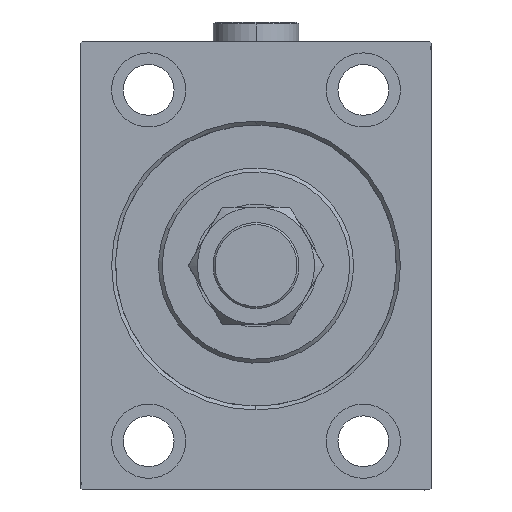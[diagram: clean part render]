
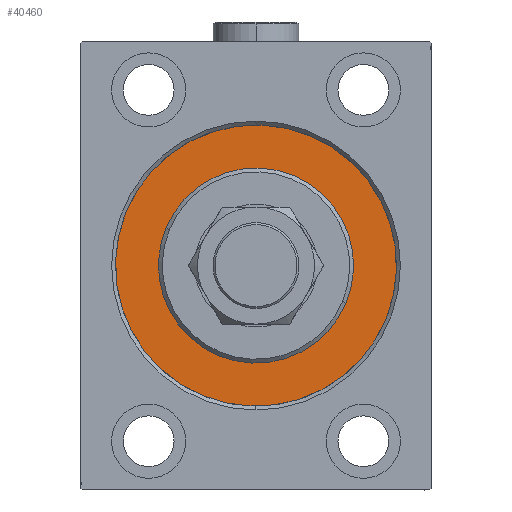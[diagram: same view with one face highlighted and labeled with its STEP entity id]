
A CAD part, left-side view. The second image highlights one B-rep face of the part: STEP entity #40460.
In plain terms, the highlighted face is planar.
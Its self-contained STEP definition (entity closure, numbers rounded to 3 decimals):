
#626 = PLANE ( 'NONE',  #8060 ) ;
#1202 = VERTEX_POINT ( 'NONE', #16088 ) ;
#2560 = ORIENTED_EDGE ( 'NONE', *, *, #17379, .F. ) ;
#3250 = DIRECTION ( 'NONE',  ( -1., 0., 0. ) ) ;
#3295 = CARTESIAN_POINT ( 'NONE',  ( 0., 0., 0. ) ) ;
#3485 = FACE_OUTER_BOUND ( 'NONE', #25009, .T. ) ;
#3651 = ORIENTED_EDGE ( 'NONE', *, *, #32865, .F. ) ;
#4036 = VERTEX_POINT ( 'NONE', #24001 ) ;
#6393 = CARTESIAN_POINT ( 'NONE',  ( 0., 0., 0. ) ) ;
#7227 = AXIS2_PLACEMENT_3D ( 'NONE', #43662, #11132, #25588 ) ;
#7697 = CARTESIAN_POINT ( 'NONE',  ( 0., 0., -25. ) ) ;
#8060 = AXIS2_PLACEMENT_3D ( 'NONE', #18687, #3250, #35808 ) ;
#9484 = DIRECTION ( 'NONE',  ( -1., 0., 0. ) ) ;
#11132 = DIRECTION ( 'NONE',  ( 1., 0., 0. ) ) ;
#13041 = DIRECTION ( 'NONE',  ( 0., 0., 1. ) ) ;
#16088 = CARTESIAN_POINT ( 'NONE',  ( 0., 0., 25. ) ) ;
#16601 = CARTESIAN_POINT ( 'NONE',  ( 0., 0., 0. ) ) ;
#16619 = CARTESIAN_POINT ( 'NONE',  ( 0., 0., 36. ) ) ;
#17092 = DIRECTION ( 'NONE',  ( 0., 0., -1. ) ) ;
#17379 = EDGE_CURVE ( 'NONE', #1202, #30999, #40407, .T. ) ;
#18687 = CARTESIAN_POINT ( 'NONE',  ( 0., 0., 0. ) ) ;
#19562 = EDGE_LOOP ( 'NONE', ( #2560, #29286 ) ) ;
#19914 = AXIS2_PLACEMENT_3D ( 'NONE', #6393, #35615, #17092 ) ;
#21302 = FACE_BOUND ( 'NONE', #19562, .T. ) ;
#21511 = CIRCLE ( 'NONE', #26055, 36. ) ;
#24001 = CARTESIAN_POINT ( 'NONE',  ( 0., 0., -36. ) ) ;
#25009 = EDGE_LOOP ( 'NONE', ( #3651, #29589 ) ) ;
#25588 = DIRECTION ( 'NONE',  ( 0., 0., -1. ) ) ;
#26055 = AXIS2_PLACEMENT_3D ( 'NONE', #3295, #36311, #39414 ) ;
#27022 = VERTEX_POINT ( 'NONE', #16619 ) ;
#29286 = ORIENTED_EDGE ( 'NONE', *, *, #38256, .F. ) ;
#29589 = ORIENTED_EDGE ( 'NONE', *, *, #42380, .F. ) ;
#30106 = CIRCLE ( 'NONE', #31622, 36. ) ;
#30999 = VERTEX_POINT ( 'NONE', #7697 ) ;
#31622 = AXIS2_PLACEMENT_3D ( 'NONE', #16601, #9484, #13041 ) ;
#32865 = EDGE_CURVE ( 'NONE', #4036, #27022, #21511, .T. ) ;
#35615 = DIRECTION ( 'NONE',  ( 1., 0., 0. ) ) ;
#35808 = DIRECTION ( 'NONE',  ( 0., 0., 1. ) ) ;
#36311 = DIRECTION ( 'NONE',  ( -1., 0., 0. ) ) ;
#38256 = EDGE_CURVE ( 'NONE', #30999, #1202, #45951, .T. ) ;
#39414 = DIRECTION ( 'NONE',  ( 0., 0., 1. ) ) ;
#40407 = CIRCLE ( 'NONE', #19914, 25. ) ;
#40460 = ADVANCED_FACE ( 'NONE', ( #21302, #3485 ), #626, .F. ) ;
#42380 = EDGE_CURVE ( 'NONE', #27022, #4036, #30106, .T. ) ;
#43662 = CARTESIAN_POINT ( 'NONE',  ( 0., 0., 0. ) ) ;
#45951 = CIRCLE ( 'NONE', #7227, 25. ) ;
